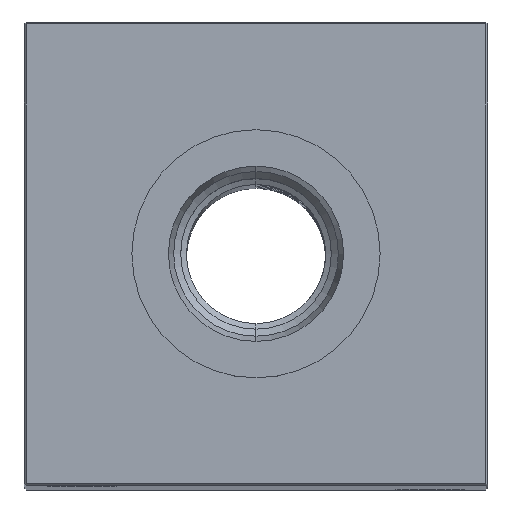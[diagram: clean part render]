
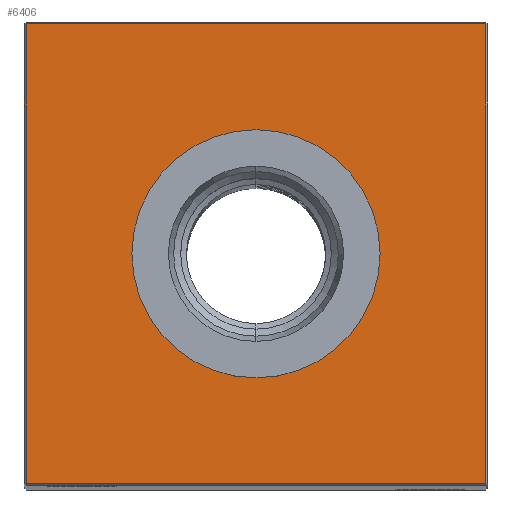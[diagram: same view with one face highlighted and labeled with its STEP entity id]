
A CAD part, top view. The second image highlights one B-rep face of the part: STEP entity #6406.
In plain terms, the highlighted planar face has unit normal (0, 0, 1).
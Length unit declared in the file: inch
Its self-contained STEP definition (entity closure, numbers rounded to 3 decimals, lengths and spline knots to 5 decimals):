
#443 = CARTESIAN_POINT ( 'NONE',  ( 0., 0., 13.75 ) ) ;
#621 = EDGE_CURVE ( 'NONE', #14882, #12822, #18092, .T. ) ;
#663 = VECTOR ( 'NONE', #16309, 39.37008 ) ;
#1470 = CARTESIAN_POINT ( 'NONE',  ( 0., 0.66929, 13.75 ) ) ;
#1718 = DIRECTION ( 'NONE',  ( 0., 0., -1. ) ) ;
#1760 = CARTESIAN_POINT ( 'NONE',  ( 0., -1.24, 13.75 ) ) ;
#1963 = VERTEX_POINT ( 'NONE', #13282 ) ;
#2040 = ORIENTED_EDGE ( 'NONE', *, *, #17764, .T. ) ;
#2830 = VECTOR ( 'NONE', #5471, 39.37008 ) ;
#3266 = EDGE_LOOP ( 'NONE', ( #5881, #2040, #12300, #15189 ) ) ;
#3641 = LINE ( 'NONE', #1760, #5349 ) ;
#3731 = CARTESIAN_POINT ( 'NONE',  ( 0., 1.24, 13.75 ) ) ;
#5349 = VECTOR ( 'NONE', #26482, 39.37008 ) ;
#5404 = EDGE_CURVE ( 'NONE', #1963, #12728, #22114, .T. ) ;
#5471 = DIRECTION ( 'NONE',  ( 0., 1., 0. ) ) ;
#5881 = ORIENTED_EDGE ( 'NONE', *, *, #17259, .T. ) ;
#5925 = VECTOR ( 'NONE', #8024, 39.37008 ) ;
#6400 = ORIENTED_EDGE ( 'NONE', *, *, #24030, .T. ) ;
#6406 = ADVANCED_FACE ( 'NONE', ( #16336, #26303 ), #24544, .F. ) ;
#6753 = CARTESIAN_POINT ( 'NONE',  ( 0., 0., 13.75 ) ) ;
#7867 = VERTEX_POINT ( 'NONE', #17934 ) ;
#8024 = DIRECTION ( 'NONE',  ( -1., 0., 0. ) ) ;
#8754 = DIRECTION ( 'NONE',  ( 0., 0., -1. ) ) ;
#8864 = CIRCLE ( 'NONE', #12731, 0.66929 ) ;
#10139 = LINE ( 'NONE', #22092, #663 ) ;
#11968 = AXIS2_PLACEMENT_3D ( 'NONE', #19967, #1718, #24144 ) ;
#12174 = CARTESIAN_POINT ( 'NONE',  ( 1.24, -1.24, 13.75 ) ) ;
#12212 = EDGE_CURVE ( 'NONE', #22260, #1963, #17801, .T. ) ;
#12300 = ORIENTED_EDGE ( 'NONE', *, *, #12212, .T. ) ;
#12728 = VERTEX_POINT ( 'NONE', #13145 ) ;
#12731 = AXIS2_PLACEMENT_3D ( 'NONE', #6753, #8754, #13317 ) ;
#12822 = VERTEX_POINT ( 'NONE', #1470 ) ;
#13145 = CARTESIAN_POINT ( 'NONE',  ( -1.24, 1.24, 13.75 ) ) ;
#13236 = CARTESIAN_POINT ( 'NONE',  ( 1.24, 0., 13.75 ) ) ;
#13282 = CARTESIAN_POINT ( 'NONE',  ( 1.24, 1.24, 13.75 ) ) ;
#13317 = DIRECTION ( 'NONE',  ( -1., 0., 0. ) ) ;
#14499 = ORIENTED_EDGE ( 'NONE', *, *, #621, .T. ) ;
#14882 = VERTEX_POINT ( 'NONE', #18141 ) ;
#15189 = ORIENTED_EDGE ( 'NONE', *, *, #5404, .T. ) ;
#16309 = DIRECTION ( 'NONE',  ( 0., -1., 0. ) ) ;
#16336 = FACE_OUTER_BOUND ( 'NONE', #3266, .T. ) ;
#17259 = EDGE_CURVE ( 'NONE', #12728, #7867, #10139, .T. ) ;
#17764 = EDGE_CURVE ( 'NONE', #7867, #22260, #3641, .T. ) ;
#17801 = LINE ( 'NONE', #13236, #2830 ) ;
#17934 = CARTESIAN_POINT ( 'NONE',  ( -1.24, -1.24, 13.75 ) ) ;
#18092 = CIRCLE ( 'NONE', #19357, 0.66929 ) ;
#18141 = CARTESIAN_POINT ( 'NONE',  ( 0., -0.66929, 13.75 ) ) ;
#19357 = AXIS2_PLACEMENT_3D ( 'NONE', #443, #25014, #22999 ) ;
#19967 = CARTESIAN_POINT ( 'NONE',  ( 0., 0., 13.75 ) ) ;
#22092 = CARTESIAN_POINT ( 'NONE',  ( -1.24, 0., 13.75 ) ) ;
#22114 = LINE ( 'NONE', #3731, #5925 ) ;
#22260 = VERTEX_POINT ( 'NONE', #12174 ) ;
#22704 = EDGE_LOOP ( 'NONE', ( #6400, #14499 ) ) ;
#22999 = DIRECTION ( 'NONE',  ( -1., 0., 0. ) ) ;
#24030 = EDGE_CURVE ( 'NONE', #12822, #14882, #8864, .T. ) ;
#24144 = DIRECTION ( 'NONE',  ( -1., 0., 0. ) ) ;
#24544 = PLANE ( 'NONE',  #11968 ) ;
#25014 = DIRECTION ( 'NONE',  ( 0., 0., -1. ) ) ;
#26303 = FACE_BOUND ( 'NONE', #22704, .T. ) ;
#26482 = DIRECTION ( 'NONE',  ( 1., 0., 0. ) ) ;
